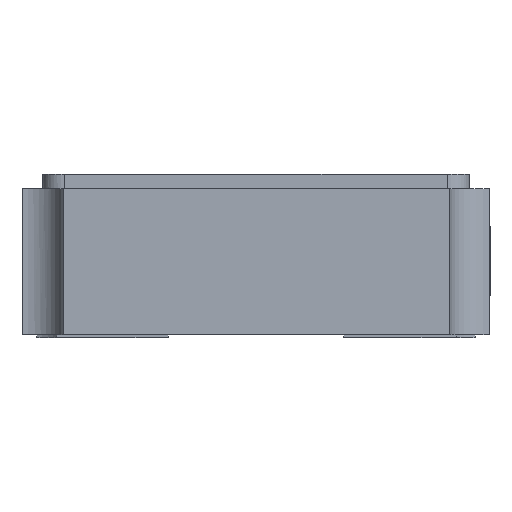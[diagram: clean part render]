
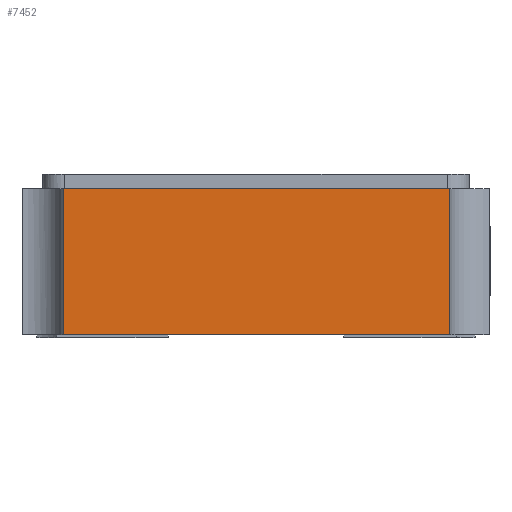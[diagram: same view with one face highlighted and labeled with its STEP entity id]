
A CAD part, left-side view. The second image highlights one B-rep face of the part: STEP entity #7452.
In plain terms, the highlighted planar face has unit normal (-1, 0, 0).
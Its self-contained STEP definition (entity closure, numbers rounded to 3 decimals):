
#544=FACE_OUTER_BOUND('',#957,.T.);
#957=EDGE_LOOP('',(#4999,#5000,#5001,#5002));
#1498=LINE('',#10422,#2268);
#1505=LINE('',#10439,#2275);
#1506=LINE('',#10441,#2276);
#1507=LINE('',#10442,#2277);
#2268=VECTOR('',#8552,1.);
#2275=VECTOR('',#8569,1.);
#2276=VECTOR('',#8570,1.);
#2277=VECTOR('',#8571,1.);
#3111=VERTEX_POINT('',#10419);
#3112=VERTEX_POINT('',#10421);
#3117=VERTEX_POINT('',#10438);
#3118=VERTEX_POINT('',#10440);
#3849=EDGE_CURVE('',#3111,#3112,#1498,.T.);
#3858=EDGE_CURVE('',#3117,#3111,#1505,.T.);
#3859=EDGE_CURVE('',#3117,#3118,#1506,.T.);
#3860=EDGE_CURVE('',#3112,#3118,#1507,.T.);
#4999=ORIENTED_EDGE('',*,*,#3858,.F.);
#5000=ORIENTED_EDGE('',*,*,#3859,.T.);
#5001=ORIENTED_EDGE('',*,*,#3860,.F.);
#5002=ORIENTED_EDGE('',*,*,#3849,.F.);
#6847=PLANE('',#7925);
#7452=ADVANCED_FACE('',(#544),#6847,.F.);
#7925=AXIS2_PLACEMENT_3D('',#10437,#8567,#8568);
#8552=DIRECTION('',(0.,-1.,0.));
#8567=DIRECTION('center_axis',(1.,0.,0.));
#8568=DIRECTION('ref_axis',(0.,0.,-1.));
#8569=DIRECTION('',(0.,0.,1.));
#8570=DIRECTION('',(0.,-1.,0.));
#8571=DIRECTION('',(0.,0.,-1.));
#10419=CARTESIAN_POINT('',(-2.5,1.319,1.02));
#10421=CARTESIAN_POINT('',(-2.5,-1.325,1.02));
#10422=CARTESIAN_POINT('',(-2.5,-1.6,1.02));
#10437=CARTESIAN_POINT('Origin',(-2.5,-1.6,1.02));
#10438=CARTESIAN_POINT('',(-2.5,1.319,0.02));
#10439=CARTESIAN_POINT('',(-2.5,1.319,1.023));
#10440=CARTESIAN_POINT('',(-2.5,-1.325,0.02));
#10441=CARTESIAN_POINT('',(-2.5,-1.6,0.02));
#10442=CARTESIAN_POINT('',(-2.5,-1.325,1.023));
